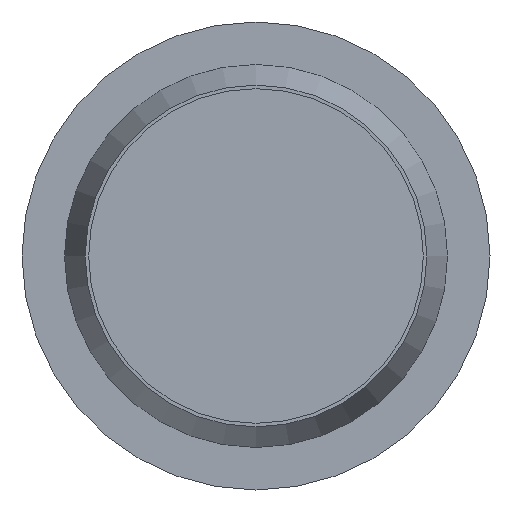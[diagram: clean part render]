
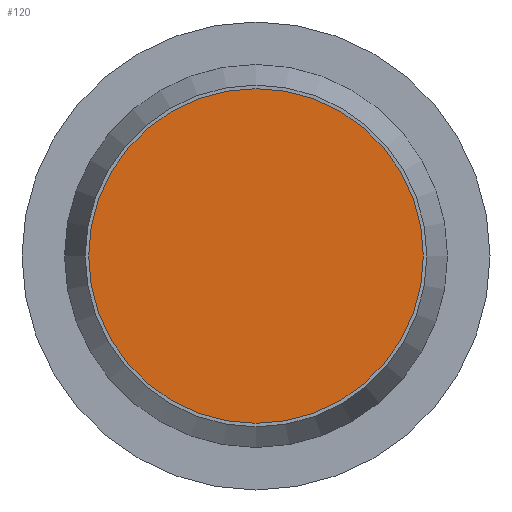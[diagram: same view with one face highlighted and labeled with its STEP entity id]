
A CAD part, front view. The second image highlights one B-rep face of the part: STEP entity #120.
In plain terms, the highlighted planar face has unit normal (0, -1, 0).
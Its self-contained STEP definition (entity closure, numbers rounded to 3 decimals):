
#22=PLANE('',#156);
#28=FACE_OUTER_BOUND('',#37,.T.);
#37=EDGE_LOOP('',(#106,#107));
#55=CIRCLE('',#157,5.9);
#56=CIRCLE('',#158,5.9);
#67=VERTEX_POINT('',#256);
#68=VERTEX_POINT('',#257);
#81=EDGE_CURVE('',#67,#68,#55,.T.);
#82=EDGE_CURVE('',#68,#67,#56,.T.);
#106=ORIENTED_EDGE('',*,*,#81,.F.);
#107=ORIENTED_EDGE('',*,*,#82,.F.);
#120=ADVANCED_FACE('',(#28),#22,.T.);
#156=AXIS2_PLACEMENT_3D('',#255,#192,#193);
#157=AXIS2_PLACEMENT_3D('',#258,#194,#195);
#158=AXIS2_PLACEMENT_3D('',#259,#196,#197);
#192=DIRECTION('center_axis',(0.,-1.,0.));
#193=DIRECTION('ref_axis',(0.,0.,-1.));
#194=DIRECTION('center_axis',(0.,1.,0.));
#195=DIRECTION('ref_axis',(-1.,0.,0.));
#196=DIRECTION('center_axis',(0.,1.,0.));
#197=DIRECTION('ref_axis',(-1.,0.,0.));
#255=CARTESIAN_POINT('Origin',(-2.95,0.,0.));
#256=CARTESIAN_POINT('',(-5.9,0.,0.));
#257=CARTESIAN_POINT('',(5.9,0.,0.));
#258=CARTESIAN_POINT('Origin',(0.,0.,
0.));
#259=CARTESIAN_POINT('Origin',(0.,0.,
0.));
